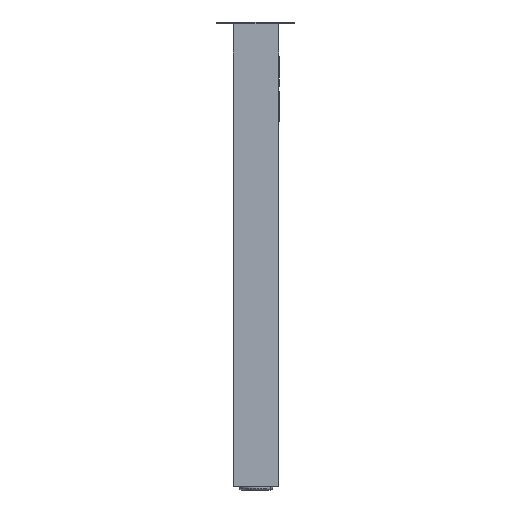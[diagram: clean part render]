
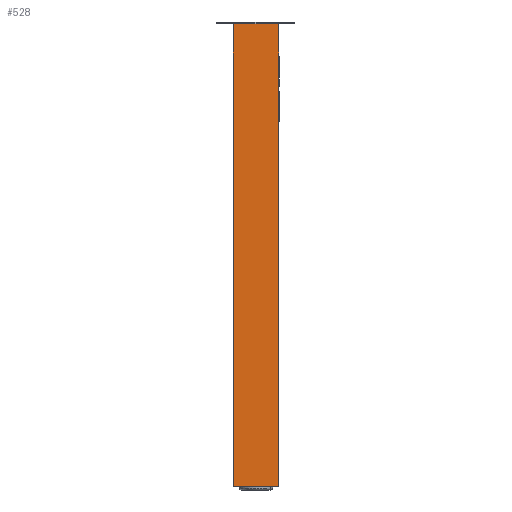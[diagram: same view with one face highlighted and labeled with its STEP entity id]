
A CAD part, left-side view. The second image highlights one B-rep face of the part: STEP entity #528.
In plain terms, the highlighted planar face has unit normal (-1, 0, 0).
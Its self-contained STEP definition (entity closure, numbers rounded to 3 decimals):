
#528=ADVANCED_FACE('',(#1033),#1034,.T.);
#1033=FACE_OUTER_BOUND('',#2084,.T.);
#1034=PLANE('',#2085);
#2084=EDGE_LOOP('',(#3145,#3146,#3147,#3148));
#2085=AXIS2_PLACEMENT_3D('',#3149,#3150,#3151);
#3145=ORIENTED_EDGE('',*,*,#5539,.T.);
#3146=ORIENTED_EDGE('',*,*,#5546,.F.);
#3147=ORIENTED_EDGE('',*,*,#5556,.F.);
#3148=ORIENTED_EDGE('',*,*,#5532,.F.);
#3149=CARTESIAN_POINT('',(-150.0,450.0,167.0));
#3150=DIRECTION('',(-1.0,0.0,0.0));
#3151=DIRECTION('',(0.0,0.0,1.0));
#5532=EDGE_CURVE('',#6640,#6642,#6643,.T.);
#5539=EDGE_CURVE('',#6640,#6653,#6655,.T.);
#5546=EDGE_CURVE('',#6664,#6653,#6666,.T.);
#5556=EDGE_CURVE('',#6642,#6664,#6680,.T.);
#6640=VERTEX_POINT('',#8159);
#6642=VERTEX_POINT('',#8162);
#6643=LINE('',#8163,#8164);
#6653=VERTEX_POINT('',#8179);
#6655=LINE('',#8182,#8183);
#6664=VERTEX_POINT('',#8197);
#6666=LINE('',#8200,#8201);
#6680=LINE('',#8224,#8225);
#8159=CARTESIAN_POINT('',(-150.0,450.0,183.5));
#8162=CARTESIAN_POINT('',(-150.0,450.0,-528.5));
#8163=CARTESIAN_POINT('',(-150.0,450.0,167.0));
#8164=VECTOR('',#10171,1.0);
#8179=CARTESIAN_POINT('',(-150.0,520.0,183.5));
#8182=CARTESIAN_POINT('',(-150.0,450.0,183.5));
#8183=VECTOR('',#10178,1.0);
#8197=CARTESIAN_POINT('',(-150.0,520.0,-528.5));
#8200=CARTESIAN_POINT('',(-150.0,520.0,-540.0));
#8201=VECTOR('',#10185,1.0);
#8224=CARTESIAN_POINT('',(-150.0,450.0,-528.5));
#8225=VECTOR('',#10195,1.0);
#10171=DIRECTION('',(0.0,0.0,-1.0));
#10178=DIRECTION('',(0.0,1.0,0.0));
#10185=DIRECTION('',(0.0,0.0,1.0));
#10195=DIRECTION('',(0.0,1.0,0.0));
